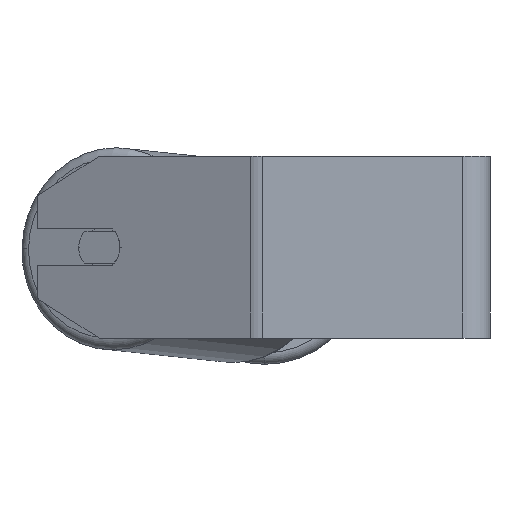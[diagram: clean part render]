
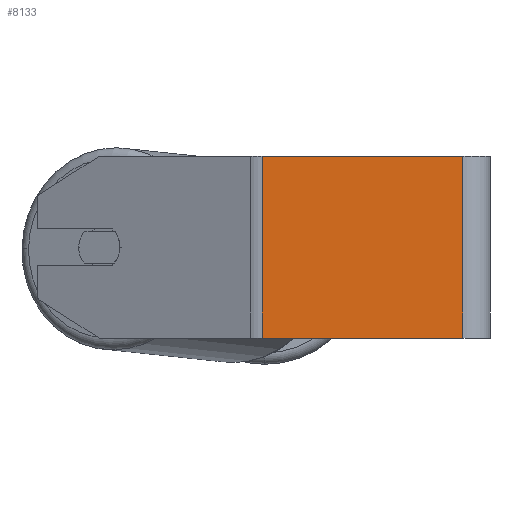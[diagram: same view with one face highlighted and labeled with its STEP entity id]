
A CAD part, left-side view. The second image highlights one B-rep face of the part: STEP entity #8133.
In plain terms, the highlighted planar face has unit normal (-1, 0, 0).
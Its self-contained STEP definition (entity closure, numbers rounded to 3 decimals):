
#37 = EDGE_LOOP ( 'NONE', ( #5152, #1106, #4279, #4685 ) ) ;
#43 = LINE ( 'NONE', #1371, #2769 ) ;
#176 = VERTEX_POINT ( 'NONE', #8137 ) ;
#395 = EDGE_CURVE ( 'NONE', #825, #176, #5918, .T. ) ;
#627 = FACE_OUTER_BOUND ( 'NONE', #37, .T. ) ;
#629 = LINE ( 'NONE', #7706, #6909 ) ;
#825 = VERTEX_POINT ( 'NONE', #4220 ) ;
#1106 = ORIENTED_EDGE ( 'NONE', *, *, #5950, .F. ) ;
#1134 = DIRECTION ( 'NONE',  ( 1., 0., 0. ) ) ;
#1176 = PLANE ( 'NONE',  #7686 ) ;
#1371 = CARTESIAN_POINT ( 'NONE',  ( -270., 12., 40. ) ) ;
#1513 = VECTOR ( 'NONE', #4727, 1000. ) ;
#1949 = CARTESIAN_POINT ( 'NONE',  ( -270., 100.224, -40. ) ) ;
#2651 = DIRECTION ( 'NONE',  ( 0., 0., -1. ) ) ;
#2736 = DIRECTION ( 'NONE',  ( 0., -1., 0. ) ) ;
#2769 = VECTOR ( 'NONE', #2651, 1000. ) ;
#2959 = EDGE_CURVE ( 'NONE', #825, #3409, #629, .T. ) ;
#3409 = VERTEX_POINT ( 'NONE', #1949 ) ;
#3736 = CARTESIAN_POINT ( 'NONE',  ( -270., 102.885, 40. ) ) ;
#3861 = DIRECTION ( 'NONE',  ( 0., 0., -1. ) ) ;
#4056 = CARTESIAN_POINT ( 'NONE',  ( -270., 102.885, 40. ) ) ;
#4220 = CARTESIAN_POINT ( 'NONE',  ( -270., 100.224, 40. ) ) ;
#4279 = ORIENTED_EDGE ( 'NONE', *, *, #395, .F. ) ;
#4685 = ORIENTED_EDGE ( 'NONE', *, *, #2959, .T. ) ;
#4727 = DIRECTION ( 'NONE',  ( 0., -1., 0. ) ) ;
#5037 = CARTESIAN_POINT ( 'NONE',  ( -270., 12., -40. ) ) ;
#5152 = ORIENTED_EDGE ( 'NONE', *, *, #5202, .T. ) ;
#5202 = EDGE_CURVE ( 'NONE', #3409, #6727, #7187, .T. ) ;
#5753 = VECTOR ( 'NONE', #2736, 1000. ) ;
#5918 = LINE ( 'NONE', #4056, #1513 ) ;
#5950 = EDGE_CURVE ( 'NONE', #176, #6727, #43, .T. ) ;
#6000 = CARTESIAN_POINT ( 'NONE',  ( -270., 102.885, -40. ) ) ;
#6316 = DIRECTION ( 'NONE',  ( 0., 0., -1. ) ) ;
#6727 = VERTEX_POINT ( 'NONE', #5037 ) ;
#6909 = VECTOR ( 'NONE', #3861, 1000. ) ;
#7187 = LINE ( 'NONE', #6000, #5753 ) ;
#7686 = AXIS2_PLACEMENT_3D ( 'NONE', #3736, #1134, #6316 ) ;
#7706 = CARTESIAN_POINT ( 'NONE',  ( -270., 100.224, 40. ) ) ;
#8133 = ADVANCED_FACE ( 'NONE', ( #627 ), #1176, .F. ) ;
#8137 = CARTESIAN_POINT ( 'NONE',  ( -270., 12., 40. ) ) ;
